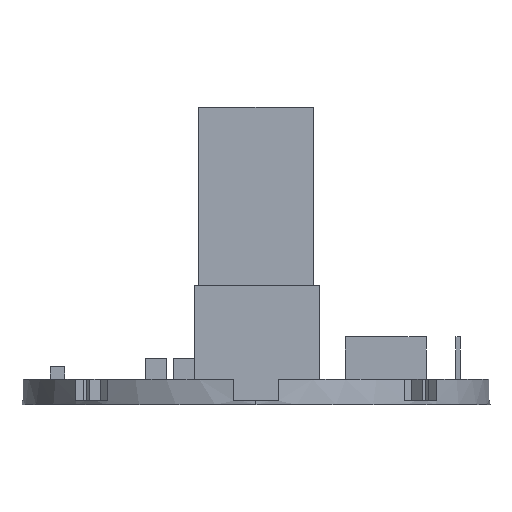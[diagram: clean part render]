
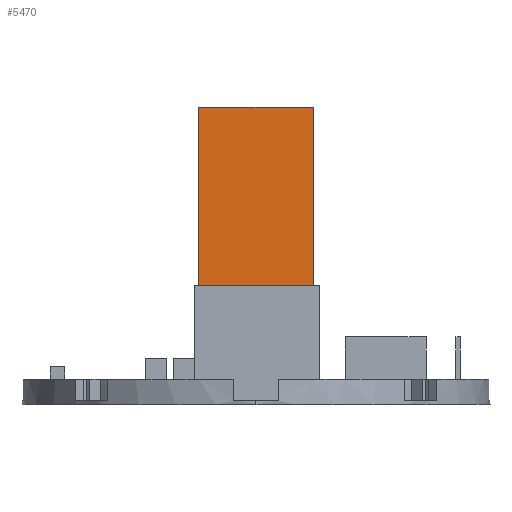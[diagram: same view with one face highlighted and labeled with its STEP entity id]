
A CAD part, left-side view. The second image highlights one B-rep face of the part: STEP entity #5470.
In plain terms, the highlighted planar face has unit normal (-1, 0, 0).
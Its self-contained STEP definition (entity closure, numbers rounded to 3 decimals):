
#1874=CARTESIAN_POINT('Line Origine',(-2.,0.,0.)) ;
#1878=CARTESIAN_POINT('Vertex',(-2.,-13.5,0.)) ;
#1880=CARTESIAN_POINT('Vertex',(-2.,13.5,0.)) ;
#5366=CARTESIAN_POINT('Vertex',(-2.,-13.5,6.)) ;
#5369=CARTESIAN_POINT('Line Origine',(-2.,-13.5,3.)) ;
#5419=CARTESIAN_POINT('Line Origine',(-2.,13.5,3.)) ;
#5423=CARTESIAN_POINT('Vertex',(-2.,13.5,6.)) ;
#5438=CARTESIAN_POINT('Axis2P3D Location',(-2.,-13.5,6.)) ;
#5443=CARTESIAN_POINT('Line Origine',(-2.,13.5,38.)) ;
#5447=CARTESIAN_POINT('Vertex',(-2.,13.5,70.)) ;
#5450=CARTESIAN_POINT('Line Origine',(-2.,-13.5,38.)) ;
#5454=CARTESIAN_POINT('Vertex',(-2.,-13.5,70.)) ;
#5457=CARTESIAN_POINT('Line Origine',(-2.,0.,70.)) ;
#1875=DIRECTION('Vector Direction',(0.,1.,0.)) ;
#5370=DIRECTION('Vector Direction',(0.,0.,-1.)) ;
#5420=DIRECTION('Vector Direction',(0.,0.,-1.)) ;
#5439=DIRECTION('Axis2P3D Direction',(-1.,0.,0.)) ;
#5440=DIRECTION('Axis2P3D XDirection',(0.,1.,0.)) ;
#5444=DIRECTION('Vector Direction',(0.,0.,1.)) ;
#5451=DIRECTION('Vector Direction',(0.,0.,1.)) ;
#5458=DIRECTION('Vector Direction',(0.,-1.,0.)) ;
#5441=AXIS2_PLACEMENT_3D('Plane Axis2P3D',#5438,#5439,#5440) ;
#5463=ORIENTED_EDGE('',*,*,#5449,.F.) ;
#5464=ORIENTED_EDGE('',*,*,#5425,.T.) ;
#5465=ORIENTED_EDGE('',*,*,#1882,.F.) ;
#5466=ORIENTED_EDGE('',*,*,#5373,.F.) ;
#5467=ORIENTED_EDGE('',*,*,#5456,.T.) ;
#5468=ORIENTED_EDGE('',*,*,#5461,.F.) ;
#1876=VECTOR('Line Direction',#1875,1.) ;
#5371=VECTOR('Line Direction',#5370,1.) ;
#5421=VECTOR('Line Direction',#5420,1.) ;
#5445=VECTOR('Line Direction',#5444,1.) ;
#5452=VECTOR('Line Direction',#5451,1.) ;
#5459=VECTOR('Line Direction',#5458,1.) ;
#5470=ADVANCED_FACE('PartBody',(#5469),#5442,.T.) ;
#1882=EDGE_CURVE('',#1879,#1881,#1877,.T.) ;
#5373=EDGE_CURVE('',#5367,#1879,#5372,.T.) ;
#5425=EDGE_CURVE('',#5424,#1881,#5422,.T.) ;
#5449=EDGE_CURVE('',#5424,#5448,#5446,.T.) ;
#5456=EDGE_CURVE('',#5367,#5455,#5453,.T.) ;
#5461=EDGE_CURVE('',#5448,#5455,#5460,.T.) ;
#5462=EDGE_LOOP('',(#5463,#5464,#5465,#5466,#5467,#5468)) ;
#5469=FACE_OUTER_BOUND('',#5462,.T.) ;
#1877=LINE('Line',#1874,#1876) ;
#5372=LINE('Line',#5369,#5371) ;
#5422=LINE('Line',#5419,#5421) ;
#5446=LINE('Line',#5443,#5445) ;
#5453=LINE('Line',#5450,#5452) ;
#5460=LINE('Line',#5457,#5459) ;
#5442=PLANE('',#5441) ;
#1879=VERTEX_POINT('',#1878) ;
#1881=VERTEX_POINT('',#1880) ;
#5367=VERTEX_POINT('',#5366) ;
#5424=VERTEX_POINT('',#5423) ;
#5448=VERTEX_POINT('',#5447) ;
#5455=VERTEX_POINT('',#5454) ;
